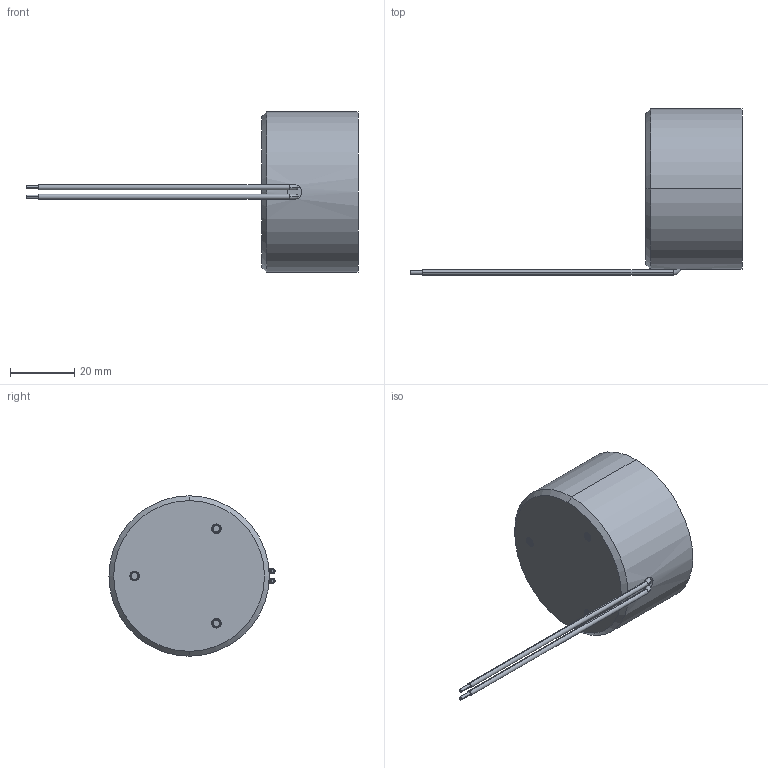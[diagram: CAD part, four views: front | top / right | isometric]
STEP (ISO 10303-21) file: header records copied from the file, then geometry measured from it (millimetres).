
FILE_DESCRIPTION (( 'STEP AP203' ), '1' );
FILE_NAME ('ET5030.STEP', '2017-11-23T07:02:41', ( 'user' ), ( '' ), 'SwSTEP 2.0', 'SolidWorks 2011', '' );
FILE_SCHEMA (( 'CONFIG_CONTROL_DESIGN' ));
Length unit declared in the file: millimetre
Products named in the file (4): ET5030; ET5030灌膠; ET5030線圈組; BD08332X
Assembly tree (3 placements, depth 2):
  ET5030
    BD08332X
    ET5030線圈組
    ET5030灌膠
Bounding box: 103.5 x 51.8 x 50 mm (x, y, z)
Volume: 64624.4 mm3; surface area: 26382.9 mm2
Topology: 3 solids, 3 shells, 217 faces, 518 edges, 316 vertices
Faces by surface type: cone 98, cylinder 89, plane 24, torus 6
Entity records: 6884 total; most frequent: DIRECTION 1258, CARTESIAN_POINT 1189, ORIENTED_EDGE 1036, AXIS2_PLACEMENT_3D 525, EDGE_CURVE 518, VERTEX_POINT 316, CIRCLE 302, EDGE_LOOP 238
